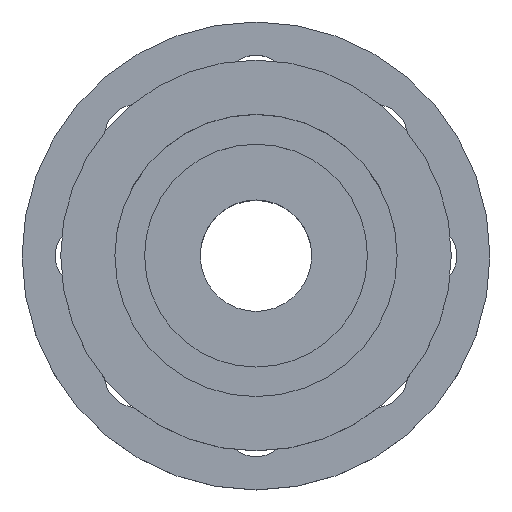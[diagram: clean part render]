
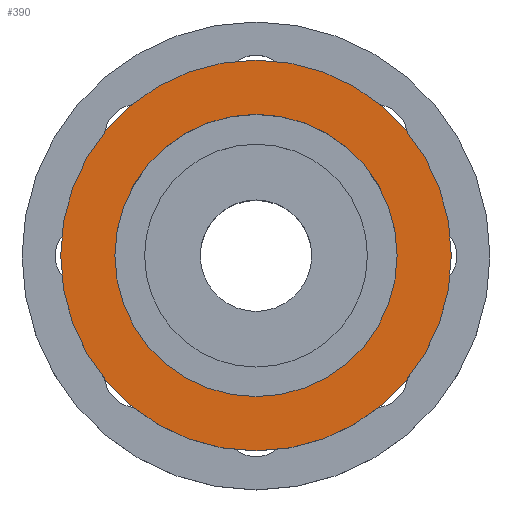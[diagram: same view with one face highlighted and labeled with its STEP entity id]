
A CAD part, top view. The second image highlights one B-rep face of the part: STEP entity #390.
In plain terms, the highlighted planar face has unit normal (0, 0, 1).
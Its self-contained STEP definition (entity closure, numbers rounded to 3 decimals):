
#24=FACE_BOUND('',#111,.T.);
#47=PLANE('',#465);
#83=FACE_OUTER_BOUND('',#110,.T.);
#110=EDGE_LOOP('',(#341));
#111=EDGE_LOOP('',(#342));
#168=CIRCLE('',#422,13.15);
#194=CIRCLE('',#464,9.5);
#201=VERTEX_POINT('',#612);
#227=VERTEX_POINT('',#692);
#234=EDGE_CURVE('',#201,#201,#168,.T.);
#271=EDGE_CURVE('',#227,#227,#194,.T.);
#341=ORIENTED_EDGE('',*,*,#234,.T.);
#342=ORIENTED_EDGE('',*,*,#271,.T.);
#390=ADVANCED_FACE('',(#83,#24),#47,.T.);
#422=AXIS2_PLACEMENT_3D('',#614,#486,#487);
#464=AXIS2_PLACEMENT_3D('',#693,#581,#582);
#465=AXIS2_PLACEMENT_3D('',#695,#584,#585);
#486=DIRECTION('center_axis',(0.,0.,1.));
#487=DIRECTION('ref_axis',(-1.,0.,0.));
#581=DIRECTION('center_axis',(0.,0.,-1.));
#582=DIRECTION('ref_axis',(-1.,0.,0.));
#584=DIRECTION('center_axis',(0.,0.,1.));
#585=DIRECTION('ref_axis',(1.,0.,0.));
#612=CARTESIAN_POINT('',(13.15,0.,5.));
#614=CARTESIAN_POINT('Origin',(0.,0.,5.));
#692=CARTESIAN_POINT('',(9.5,0.,5.));
#693=CARTESIAN_POINT('Origin',(0.,0.,5.));
#695=CARTESIAN_POINT('Origin',(0.,0.,5.));
